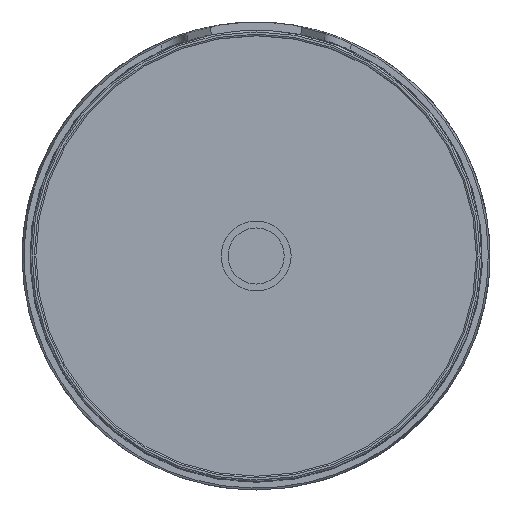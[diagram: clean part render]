
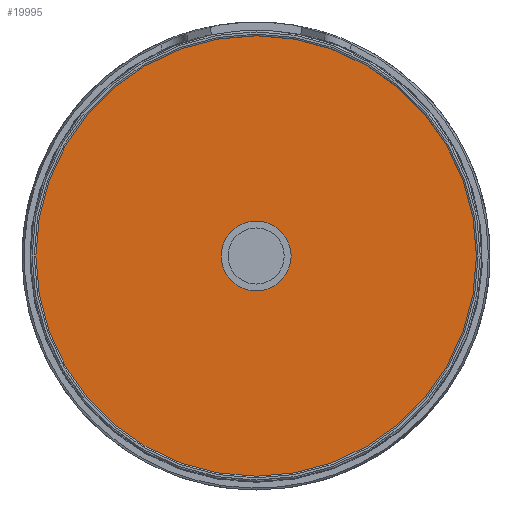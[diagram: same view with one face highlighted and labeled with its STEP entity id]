
A CAD part, front view. The second image highlights one B-rep face of the part: STEP entity #19995.
In plain terms, the highlighted planar face has unit normal (0, -1, 0).
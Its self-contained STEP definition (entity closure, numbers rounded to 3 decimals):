
#473=FACE_BOUND('',#3570,.T.);
#1109=CIRCLE('',#21704,6.35);
#1121=CIRCLE('',#21728,40.);
#2465=FACE_OUTER_BOUND('',#3569,.T.);
#3569=EDGE_LOOP('',(#17327));
#3570=EDGE_LOOP('',(#17328));
#9080=VERTEX_POINT('',#34653);
#9089=VERTEX_POINT('',#34691);
#11824=EDGE_CURVE('',#9080,#9080,#1109,.T.);
#11842=EDGE_CURVE('',#9089,#9089,#1121,.T.);
#17327=ORIENTED_EDGE('',*,*,#11842,.T.);
#17328=ORIENTED_EDGE('',*,*,#11824,.F.);
#18009=PLANE('',#21729);
#19995=ADVANCED_FACE('',(#2465,#473),#18009,.F.);
#21704=AXIS2_PLACEMENT_3D('',#34654,#26933,#26934);
#21728=AXIS2_PLACEMENT_3D('',#34693,#26987,#26988);
#21729=AXIS2_PLACEMENT_3D('',#34694,#26989,#26990);
#26933=DIRECTION('center_axis',(0.,-1.,0.));
#26934=DIRECTION('ref_axis',(-1.,0.,0.));
#26987=DIRECTION('center_axis',(0.,-1.,0.));
#26988=DIRECTION('ref_axis',(1.,0.,0.));
#26989=DIRECTION('center_axis',(0.,1.,0.));
#26990=DIRECTION('ref_axis',(1.,0.,0.));
#34653=CARTESIAN_POINT('',(6.35,-68.8,0.));
#34654=CARTESIAN_POINT('Origin',(0.,-68.8,
0.));
#34691=CARTESIAN_POINT('',(-40.,-68.8,0.));
#34693=CARTESIAN_POINT('Origin',(0.,-68.8,
0.));
#34694=CARTESIAN_POINT('Origin',(0.,-68.8,
0.));
